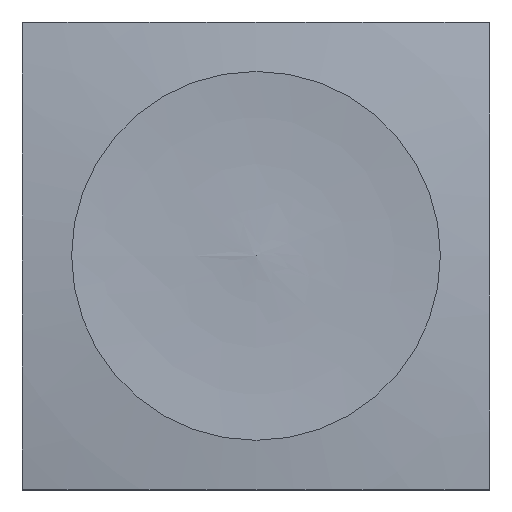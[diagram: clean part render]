
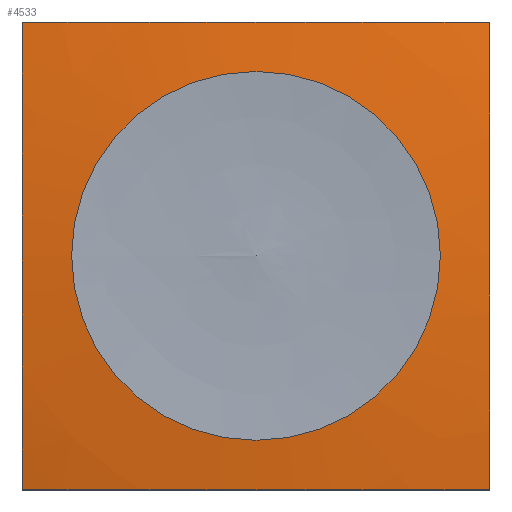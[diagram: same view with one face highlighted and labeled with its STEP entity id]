
A CAD part, top view. The second image highlights one B-rep face of the part: STEP entity #4533.
In plain terms, the highlighted free-form (B-spline) face has degree [2, 2] with [3, 9] control points.
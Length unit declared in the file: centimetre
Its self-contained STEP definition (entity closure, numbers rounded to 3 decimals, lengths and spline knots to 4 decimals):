
#15=B_SPLINE_CURVE_WITH_KNOTS('',3,(#7233,#7234,#7235,#7236,#7237,#7238),
 .UNSPECIFIED.,.F.,.F.,(4,2,4),(-1.0115,-0.871,0.),
 .UNSPECIFIED.);
#16=B_SPLINE_CURVE_WITH_KNOTS('',3,(#7240,#7241,#7242,#7243,#7244,#7245,
#7246,#7247,#7248,#7249,#7250),.UNSPECIFIED.,.F.,.F.,(4,2,3,2,4),(-1.0115,
-0.871,0.,0.871,1.0115),.UNSPECIFIED.);
#17=B_SPLINE_CURVE_WITH_KNOTS('',3,(#7252,#7253,#7254,#7255,#7256,#7257,
#7258,#7259,#7260,#7261,#7262),.UNSPECIFIED.,.F.,.F.,(4,2,3,2,4),(-1.0115,
-0.871,0.,0.871,1.0115),.UNSPECIFIED.);
#18=B_SPLINE_CURVE_WITH_KNOTS('',3,(#7264,#7265,#7266,#7267,#7268,#7269,
#7270,#7271,#7272,#7273,#7274),.UNSPECIFIED.,.F.,.F.,(4,2,3,2,4),(-1.0115,
-0.871,0.,0.871,1.0115),.UNSPECIFIED.);
#19=B_SPLINE_CURVE_WITH_KNOTS('',3,(#7275,#7276,#7277,#7278,#7279,#7280),
 .UNSPECIFIED.,.F.,.F.,(4,2,4),(0.,0.871,1.0115),
 .UNSPECIFIED.);
#20=(
BOUNDED_CURVE()
B_SPLINE_CURVE(2,(#7229,#7230,#7231),.UNSPECIFIED.,.F.,.F.)
B_SPLINE_CURVE_WITH_KNOTS((3,3),(-1.4679,-1.4391),
 .UNSPECIFIED.)
CURVE()
GEOMETRIC_REPRESENTATION_ITEM()
RATIONAL_B_SPLINE_CURVE((1.,1.,1.))
REPRESENTATION_ITEM('')
);
#22=(
BOUNDED_SURFACE()
B_SPLINE_SURFACE(2,2,((#7201,#7202,#7203,#7204,#7205,#7206,#7207,#7208,
#7209),(#7210,#7211,#7212,#7213,#7214,#7215,#7216,#7217,#7218),(#7219,#7220,
#7221,#7222,#7223,#7224,#7225,#7226,#7227)),.UNSPECIFIED.,.F.,.T.,.F.)
B_SPLINE_SURFACE_WITH_KNOTS((3,3),(3,2,2,2,3),(-1.4679,-1.3824),
(-3.1416,-1.5708,0.,1.5708,3.1416),
 .UNSPECIFIED.)
GEOMETRIC_REPRESENTATION_ITEM()
RATIONAL_B_SPLINE_SURFACE(((1.,0.707,1.,0.707,1.,
0.707,1.,0.707,1.),(0.999,0.706,
0.999,0.706,0.999,0.706,
0.999,0.706,0.999),(1.,0.707,
1.,0.707,1.,0.707,1.,0.707,1.)))
REPRESENTATION_ITEM('')
SURFACE()
);
#277=FACE_OUTER_BOUND('',#531,.T.);
#531=EDGE_LOOP('',(#3940,#3941,#3942,#3943,#3944,#3945,#3946,#3947,#3948));
#623=CIRCLE('',#4837,0.8279);
#624=CIRCLE('',#4838,0.8279);
#2150=VERTEX_POINT('',#7196);
#2151=VERTEX_POINT('',#7198);
#2152=VERTEX_POINT('',#7228);
#2153=VERTEX_POINT('',#7232);
#2154=VERTEX_POINT('',#7239);
#2155=VERTEX_POINT('',#7251);
#2156=VERTEX_POINT('',#7263);
#2764=EDGE_CURVE('',#2151,#2150,#623,.T.);
#2765=EDGE_CURVE('',#2150,#2151,#624,.T.);
#2766=EDGE_CURVE('',#2151,#2152,#20,.T.);
#2767=EDGE_CURVE('',#2153,#2152,#15,.T.);
#2768=EDGE_CURVE('',#2154,#2153,#16,.T.);
#2769=EDGE_CURVE('',#2155,#2154,#17,.T.);
#2770=EDGE_CURVE('',#2156,#2155,#18,.T.);
#2771=EDGE_CURVE('',#2152,#2156,#19,.T.);
#3940=ORIENTED_EDGE('',*,*,#2765,.T.);
#3941=ORIENTED_EDGE('',*,*,#2766,.T.);
#3942=ORIENTED_EDGE('',*,*,#2767,.F.);
#3943=ORIENTED_EDGE('',*,*,#2768,.F.);
#3944=ORIENTED_EDGE('',*,*,#2769,.F.);
#3945=ORIENTED_EDGE('',*,*,#2770,.F.);
#3946=ORIENTED_EDGE('',*,*,#2771,.F.);
#3947=ORIENTED_EDGE('',*,*,#2766,.F.);
#3948=ORIENTED_EDGE('',*,*,#2764,.T.);
#4533=ADVANCED_FACE('',(#277),#22,.F.);
#4837=AXIS2_PLACEMENT_3D('',#7199,#5896,#5897);
#4838=AXIS2_PLACEMENT_3D('',#7200,#5898,#5899);
#5896=DIRECTION('center_axis',(0.,0.,
-1.));
#5897=DIRECTION('ref_axis',(1.,0.,0.));
#5898=DIRECTION('center_axis',(0.,0.,
-1.));
#5899=DIRECTION('ref_axis',(1.,0.,0.));
#7196=CARTESIAN_POINT('',(-0.8279,0.,0.8395));
#7198=CARTESIAN_POINT('',(0.8279,0.,0.8395));
#7199=CARTESIAN_POINT('Origin',(0.,0.,
0.8395));
#7200=CARTESIAN_POINT('Origin',(0.,0.,
0.8395));
#7201=CARTESIAN_POINT('Ctrl Pts',(0.8279,0.,
0.8395));
#7202=CARTESIAN_POINT('Ctrl Pts',(0.8279,-0.8279,
0.8395));
#7203=CARTESIAN_POINT('Ctrl Pts',(0.,-0.8279,
0.8395));
#7204=CARTESIAN_POINT('Ctrl Pts',(-0.8279,-0.8279,
0.8395));
#7205=CARTESIAN_POINT('Ctrl Pts',(-0.8279,0.,
0.8395));
#7206=CARTESIAN_POINT('Ctrl Pts',(-0.8279,0.8279,
0.8395));
#7207=CARTESIAN_POINT('Ctrl Pts',(0.,0.8279,
0.8395));
#7208=CARTESIAN_POINT('Ctrl Pts',(0.8279,0.8279,0.8395));
#7209=CARTESIAN_POINT('Ctrl Pts',(0.8279,0.,
0.8395));
#7210=CARTESIAN_POINT('Ctrl Pts',(1.1585,0.,
0.8054));
#7211=CARTESIAN_POINT('Ctrl Pts',(1.1585,-1.1585,0.8054));
#7212=CARTESIAN_POINT('Ctrl Pts',(0.,-1.1585,
0.8054));
#7213=CARTESIAN_POINT('Ctrl Pts',(-1.1585,-1.1585,0.8054));
#7214=CARTESIAN_POINT('Ctrl Pts',(-1.1585,0.,
0.8054));
#7215=CARTESIAN_POINT('Ctrl Pts',(-1.1585,1.1585,0.8054));
#7216=CARTESIAN_POINT('Ctrl Pts',(0.,1.1585,
0.8054));
#7217=CARTESIAN_POINT('Ctrl Pts',(1.1585,1.1585,0.8054));
#7218=CARTESIAN_POINT('Ctrl Pts',(1.1585,0.,
0.8054));
#7219=CARTESIAN_POINT('Ctrl Pts',(1.4849,0.,
0.7431));
#7220=CARTESIAN_POINT('Ctrl Pts',(1.4849,-1.4849,0.7431));
#7221=CARTESIAN_POINT('Ctrl Pts',(0.,-1.4849,
0.7431));
#7222=CARTESIAN_POINT('Ctrl Pts',(-1.4849,-1.4849,0.7431));
#7223=CARTESIAN_POINT('Ctrl Pts',(-1.4849,0.,
0.7431));
#7224=CARTESIAN_POINT('Ctrl Pts',(-1.4849,1.4849,0.7431));
#7225=CARTESIAN_POINT('Ctrl Pts',(0.,1.4849,
0.7431));
#7226=CARTESIAN_POINT('Ctrl Pts',(1.4849,1.4849,0.7431));
#7227=CARTESIAN_POINT('Ctrl Pts',(1.4849,0.,
0.7431));
#7228=CARTESIAN_POINT('',(1.05,0.,0.8133));
#7229=CARTESIAN_POINT('Ctrl Pts',(0.8279,0.,
0.8395));
#7230=CARTESIAN_POINT('Ctrl Pts',(0.9391,0.,
0.828));
#7231=CARTESIAN_POINT('Ctrl Pts',(1.05,0.,0.8133));
#7232=CARTESIAN_POINT('',(1.05,1.05,0.7431));
#7233=CARTESIAN_POINT('Ctrl Pts',(1.05,1.05,0.7431));
#7234=CARTESIAN_POINT('Ctrl Pts',(1.05,1.0002,0.7498));
#7235=CARTESIAN_POINT('Ctrl Pts',(1.05,0.9505,0.7561));
#7236=CARTESIAN_POINT('Ctrl Pts',(1.05,0.5936,0.7972));
#7237=CARTESIAN_POINT('Ctrl Pts',(1.05,0.2903,0.8133));
#7238=CARTESIAN_POINT('Ctrl Pts',(1.05,0.,0.8133));
#7239=CARTESIAN_POINT('',(-1.05,1.05,0.7431));
#7240=CARTESIAN_POINT('Ctrl Pts',(-1.05,1.05,0.7431));
#7241=CARTESIAN_POINT('Ctrl Pts',(-1.0002,1.05,0.7498));
#7242=CARTESIAN_POINT('Ctrl Pts',(-0.9505,1.05,0.7561));
#7243=CARTESIAN_POINT('Ctrl Pts',(-0.5936,1.05,0.7972));
#7244=CARTESIAN_POINT('Ctrl Pts',(-0.2903,1.05,0.8133));
#7245=CARTESIAN_POINT('Ctrl Pts',(0.,1.05,0.8133));
#7246=CARTESIAN_POINT('Ctrl Pts',(0.2903,1.05,0.8133));
#7247=CARTESIAN_POINT('Ctrl Pts',(0.5936,1.05,0.7972));
#7248=CARTESIAN_POINT('Ctrl Pts',(0.9505,1.05,0.7561));
#7249=CARTESIAN_POINT('Ctrl Pts',(1.0002,1.05,0.7498));
#7250=CARTESIAN_POINT('Ctrl Pts',(1.05,1.05,0.7431));
#7251=CARTESIAN_POINT('',(-1.05,-1.05,0.7431));
#7252=CARTESIAN_POINT('Ctrl Pts',(-1.05,-1.05,0.7431));
#7253=CARTESIAN_POINT('Ctrl Pts',(-1.05,-1.0002,0.7498));
#7254=CARTESIAN_POINT('Ctrl Pts',(-1.05,-0.9505,0.7561));
#7255=CARTESIAN_POINT('Ctrl Pts',(-1.05,-0.5936,0.7972));
#7256=CARTESIAN_POINT('Ctrl Pts',(-1.05,-0.2903,0.8133));
#7257=CARTESIAN_POINT('Ctrl Pts',(-1.05,0.,0.8133));
#7258=CARTESIAN_POINT('Ctrl Pts',(-1.05,0.2903,0.8133));
#7259=CARTESIAN_POINT('Ctrl Pts',(-1.05,0.5936,0.7972));
#7260=CARTESIAN_POINT('Ctrl Pts',(-1.05,0.9505,0.7561));
#7261=CARTESIAN_POINT('Ctrl Pts',(-1.05,1.0002,0.7498));
#7262=CARTESIAN_POINT('Ctrl Pts',(-1.05,1.05,0.7431));
#7263=CARTESIAN_POINT('',(1.05,-1.05,0.7431));
#7264=CARTESIAN_POINT('Ctrl Pts',(1.05,-1.05,0.7431));
#7265=CARTESIAN_POINT('Ctrl Pts',(1.0002,-1.05,0.7498));
#7266=CARTESIAN_POINT('Ctrl Pts',(0.9505,-1.05,0.7561));
#7267=CARTESIAN_POINT('Ctrl Pts',(0.5936,-1.05,0.7972));
#7268=CARTESIAN_POINT('Ctrl Pts',(0.2903,-1.05,0.8133));
#7269=CARTESIAN_POINT('Ctrl Pts',(0.,-1.05,0.8133));
#7270=CARTESIAN_POINT('Ctrl Pts',(-0.2903,-1.05,0.8133));
#7271=CARTESIAN_POINT('Ctrl Pts',(-0.5936,-1.05,0.7972));
#7272=CARTESIAN_POINT('Ctrl Pts',(-0.9505,-1.05,0.7561));
#7273=CARTESIAN_POINT('Ctrl Pts',(-1.0002,-1.05,0.7498));
#7274=CARTESIAN_POINT('Ctrl Pts',(-1.05,-1.05,0.7431));
#7275=CARTESIAN_POINT('Ctrl Pts',(1.05,0.,0.8133));
#7276=CARTESIAN_POINT('Ctrl Pts',(1.05,-0.2903,0.8133));
#7277=CARTESIAN_POINT('Ctrl Pts',(1.05,-0.5936,0.7972));
#7278=CARTESIAN_POINT('Ctrl Pts',(1.05,-0.9505,0.7561));
#7279=CARTESIAN_POINT('Ctrl Pts',(1.05,-1.0002,0.7498));
#7280=CARTESIAN_POINT('Ctrl Pts',(1.05,-1.05,0.7431));
